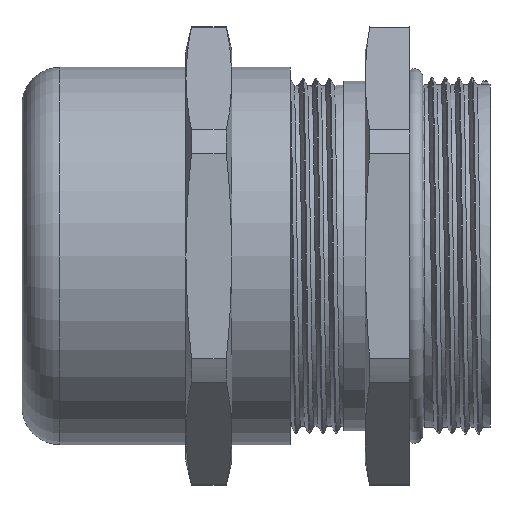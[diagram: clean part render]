
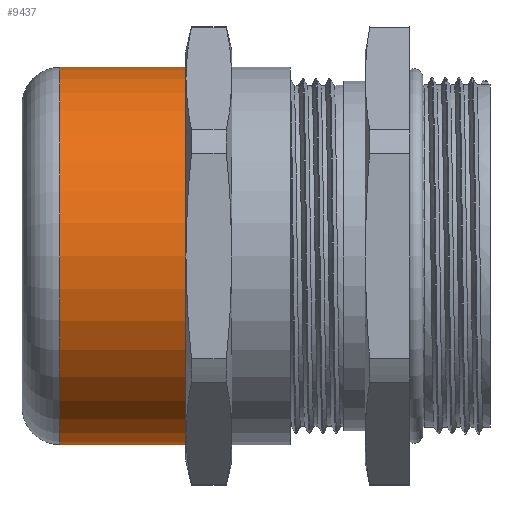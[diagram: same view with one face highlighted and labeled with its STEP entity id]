
A CAD part, front view. The second image highlights one B-rep face of the part: STEP entity #9437.
In plain terms, the highlighted cylindrical face has radius 21.165 mm (diameter 42.33 mm), a full revolution.
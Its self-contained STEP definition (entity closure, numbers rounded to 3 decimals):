
#1612=CYLINDRICAL_SURFACE('',#10169,21.165);
#1787=FACE_BOUND('',#2604,.T.);
#1939=FACE_OUTER_BOUND('',#2603,.T.);
#2603=EDGE_LOOP('',(#6737));
#2604=EDGE_LOOP('',(#6738));
#3253=CIRCLE('',#10166,21.165);
#3254=CIRCLE('',#10168,21.165);
#4018=VERTEX_POINT('',#30560);
#4019=VERTEX_POINT('',#30563);
#5011=EDGE_CURVE('',#4018,#4018,#3253,.T.);
#5012=EDGE_CURVE('',#4019,#4019,#3254,.T.);
#6737=ORIENTED_EDGE('',*,*,#5011,.F.);
#6738=ORIENTED_EDGE('',*,*,#5012,.T.);
#9437=ADVANCED_FACE('',(#1939,#1787),#1612,.T.);
#10166=AXIS2_PLACEMENT_3D('',#30561,#11609,#11610);
#10168=AXIS2_PLACEMENT_3D('',#30564,#11613,#11614);
#10169=AXIS2_PLACEMENT_3D('',#30565,#11615,#11616);
#11609=DIRECTION('center_axis',(1.,0.,0.));
#11610=DIRECTION('ref_axis',(0.,0.,-1.));
#11613=DIRECTION('center_axis',(1.,0.,0.));
#11614=DIRECTION('ref_axis',(0.,0.,-1.));
#11615=DIRECTION('center_axis',(1.,0.,0.));
#11616=DIRECTION('ref_axis',(0.,1.,0.));
#30560=CARTESIAN_POINT('',(-11.7,21.165,0.));
#30561=CARTESIAN_POINT('Origin',(-11.7,0.,0.));
#30563=CARTESIAN_POINT('',(-25.83,21.165,0.));
#30564=CARTESIAN_POINT('Origin',(-25.83,0.,0.));
#30565=CARTESIAN_POINT('Origin',(-18.765,0.,0.));
